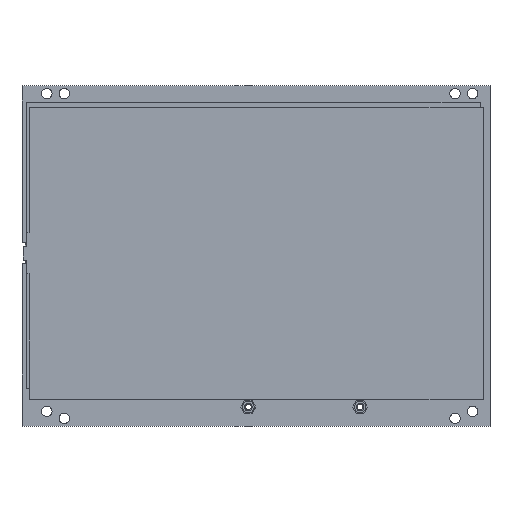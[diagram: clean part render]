
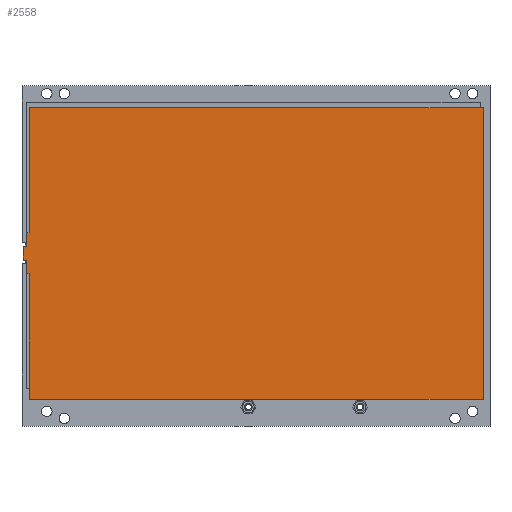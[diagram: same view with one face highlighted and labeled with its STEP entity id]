
A CAD part, top view. The second image highlights one B-rep face of the part: STEP entity #2558.
In plain terms, the highlighted face is planar.
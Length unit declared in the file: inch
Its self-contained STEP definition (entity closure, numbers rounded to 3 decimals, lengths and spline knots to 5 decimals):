
#2558 = ADVANCED_FACE ( 'NONE', ( #3762 ), #3763, .F. ) ;
#2750 = EDGE_CURVE ( 'NONE', #21837, #9697, #4351, .T. ) ;
#2754 = EDGE_CURVE ( 'NONE', #9697, #9696, #4363, .T. ) ;
#2757 = EDGE_CURVE ( 'NONE', #9696, #9700, #4372, .T. ) ;
#2760 = EDGE_CURVE ( 'NONE', #9703, #9706, #4356, .T. ) ;
#2763 = EDGE_CURVE ( 'NONE', #9706, #21837, #4390, .T. ) ;
#2765 = EDGE_CURVE ( 'NONE', #9703, #9701, #4396, .T. ) ;
#2766 = EDGE_CURVE ( 'NONE', #9701, #9709, #4379, .T. ) ;
#2767 = EDGE_CURVE ( 'NONE', #9709, #9710, #4402, .T. ) ;
#2768 = EDGE_CURVE ( 'NONE', #9710, #9711, #4405, .T. ) ;
#2769 = EDGE_CURVE ( 'NONE', #9711, #9712, #4408, .T. ) ;
#2770 = EDGE_CURVE ( 'NONE', #9712, #9713, #4411, .T. ) ;
#2771 = EDGE_CURVE ( 'NONE', #9713, #9700, #4414, .T. ) ;
#3762 = FACE_OUTER_BOUND ( 'NONE', #9510, .T. ) ;
#3763 = PLANE ( 'NONE',  #21791 ) ;
#3765 = CARTESIAN_POINT ( 'NONE',  ( -3.24803, 0., 2.08661 ) ) ;
#3766 = DIRECTION ( 'NONE',  ( 0., 1., 0. ) ) ;
#3767 = DIRECTION ( 'NONE',  ( 0., 0., 1. ) ) ;
#4351 = LINE ( 'NONE', #4353, #21888 ) ;
#4353 = CARTESIAN_POINT ( 'NONE',  ( -3.24803, 0., -2.08661 ) ) ;
#4354 = DIRECTION ( 'NONE',  ( 0., 0., 1. ) ) ;
#4356 = LINE ( 'NONE', #4382, #12099 ) ;
#4363 = LINE ( 'NONE', #4364, #12101 ) ;
#4364 = CARTESIAN_POINT ( 'NONE',  ( -3.24803, 0., 2.08661 ) ) ;
#4365 = DIRECTION ( 'NONE',  ( 1., 0., 0. ) ) ;
#4372 = LINE ( 'NONE', #4373, #12105 ) ;
#4373 = CARTESIAN_POINT ( 'NONE',  ( 3.24803, 0., -2.08661 ) ) ;
#4374 = DIRECTION ( 'NONE',  ( 0., 0., -1. ) ) ;
#4379 = LINE ( 'NONE', #4400, #12110 ) ;
#4382 = CARTESIAN_POINT ( 'NONE',  ( 3.24803, 0., -2.08661 ) ) ;
#4383 = DIRECTION ( 'NONE',  ( 0., 0., -1. ) ) ;
#4390 = LINE ( 'NONE', #4391, #12111 ) ;
#4391 = CARTESIAN_POINT ( 'NONE',  ( -3.24803, 0., -2.08661 ) ) ;
#4392 = DIRECTION ( 'NONE',  ( -1., 0., 0. ) ) ;
#4396 = LINE ( 'NONE', #4398, #12113 ) ;
#4398 = CARTESIAN_POINT ( 'NONE',  ( 3.24803, 0., -0.29528 ) ) ;
#4399 = DIRECTION ( 'NONE',  ( 1., 0., 0. ) ) ;
#4400 = CARTESIAN_POINT ( 'NONE',  ( 3.2874, 0., -0.09843 ) ) ;
#4401 = DIRECTION ( 'NONE',  ( 0., 0., 1. ) ) ;
#4402 = LINE ( 'NONE', #4403, #12115 ) ;
#4403 = CARTESIAN_POINT ( 'NONE',  ( 3.2874, 0., -0.09843 ) ) ;
#4404 = DIRECTION ( 'NONE',  ( 1., 0., 0. ) ) ;
#4405 = LINE ( 'NONE', #4406, #12116 ) ;
#4406 = CARTESIAN_POINT ( 'NONE',  ( 3.33858, 0., -0.09843 ) ) ;
#4407 = DIRECTION ( 'NONE',  ( 0., 0., 1. ) ) ;
#4408 = LINE ( 'NONE', #4409, #12117 ) ;
#4409 = CARTESIAN_POINT ( 'NONE',  ( 3.2874, 0., 0.09843 ) ) ;
#4410 = DIRECTION ( 'NONE',  ( -1., 0., 0. ) ) ;
#4411 = LINE ( 'NONE', #4412, #12118 ) ;
#4412 = CARTESIAN_POINT ( 'NONE',  ( 3.2874, 0., 0.29528 ) ) ;
#4413 = DIRECTION ( 'NONE',  ( 0., 0., 1. ) ) ;
#4414 = LINE ( 'NONE', #4415, #12119 ) ;
#4415 = CARTESIAN_POINT ( 'NONE',  ( 3.24803, 0., 0.29528 ) ) ;
#4416 = DIRECTION ( 'NONE',  ( -1., 0., 0. ) ) ;
#9510 = EDGE_LOOP ( 'NONE', ( #17880, #17882, #17884, #17886, #17888, #17890, #17892, #17894, #17896, #17898, #17900, #17902 ) ) ;
#9696 = VERTEX_POINT ( 'NONE', #10323 ) ;
#9697 = VERTEX_POINT ( 'NONE', #10324 ) ;
#9700 = VERTEX_POINT ( 'NONE', #10326 ) ;
#9701 = VERTEX_POINT ( 'NONE', #10292 ) ;
#9703 = VERTEX_POINT ( 'NONE', #10328 ) ;
#9706 = VERTEX_POINT ( 'NONE', #10331 ) ;
#9709 = VERTEX_POINT ( 'NONE', #10334 ) ;
#9710 = VERTEX_POINT ( 'NONE', #10335 ) ;
#9711 = VERTEX_POINT ( 'NONE', #10336 ) ;
#9712 = VERTEX_POINT ( 'NONE', #10337 ) ;
#9713 = VERTEX_POINT ( 'NONE', #10338 ) ;
#10292 = CARTESIAN_POINT ( 'NONE',  ( 3.2874, 0., -0.29528 ) ) ;
#10323 = CARTESIAN_POINT ( 'NONE',  ( 3.24803, 0., 2.08661 ) ) ;
#10324 = CARTESIAN_POINT ( 'NONE',  ( -3.24803, 0., 2.08661 ) ) ;
#10326 = CARTESIAN_POINT ( 'NONE',  ( 3.24803, 0., 0.29528 ) ) ;
#10328 = CARTESIAN_POINT ( 'NONE',  ( 3.24803, 0., -0.29528 ) ) ;
#10331 = CARTESIAN_POINT ( 'NONE',  ( 3.24803, 0., -2.08661 ) ) ;
#10334 = CARTESIAN_POINT ( 'NONE',  ( 3.2874, 0., -0.09843 ) ) ;
#10335 = CARTESIAN_POINT ( 'NONE',  ( 3.33858, 0., -0.09843 ) ) ;
#10336 = CARTESIAN_POINT ( 'NONE',  ( 3.33858, 0., 0.09843 ) ) ;
#10337 = CARTESIAN_POINT ( 'NONE',  ( 3.2874, 0., 0.09843 ) ) ;
#10338 = CARTESIAN_POINT ( 'NONE',  ( 3.2874, 0., 0.29528 ) ) ;
#12099 = VECTOR ( 'NONE', #4383, 39.37008 ) ;
#12101 = VECTOR ( 'NONE', #4365, 39.37008 ) ;
#12105 = VECTOR ( 'NONE', #4374, 39.37008 ) ;
#12110 = VECTOR ( 'NONE', #4401, 39.37008 ) ;
#12111 = VECTOR ( 'NONE', #4392, 39.37008 ) ;
#12113 = VECTOR ( 'NONE', #4399, 39.37008 ) ;
#12115 = VECTOR ( 'NONE', #4404, 39.37008 ) ;
#12116 = VECTOR ( 'NONE', #4407, 39.37008 ) ;
#12117 = VECTOR ( 'NONE', #4410, 39.37008 ) ;
#12118 = VECTOR ( 'NONE', #4413, 39.37008 ) ;
#12119 = VECTOR ( 'NONE', #4416, 39.37008 ) ;
#17880 = ORIENTED_EDGE ( 'NONE', *, *, #2750, .F. ) ;
#17882 = ORIENTED_EDGE ( 'NONE', *, *, #2763, .F. ) ;
#17884 = ORIENTED_EDGE ( 'NONE', *, *, #2760, .F. ) ;
#17886 = ORIENTED_EDGE ( 'NONE', *, *, #2765, .T. ) ;
#17888 = ORIENTED_EDGE ( 'NONE', *, *, #2766, .T. ) ;
#17890 = ORIENTED_EDGE ( 'NONE', *, *, #2767, .T. ) ;
#17892 = ORIENTED_EDGE ( 'NONE', *, *, #2768, .T. ) ;
#17894 = ORIENTED_EDGE ( 'NONE', *, *, #2769, .T. ) ;
#17896 = ORIENTED_EDGE ( 'NONE', *, *, #2770, .T. ) ;
#17898 = ORIENTED_EDGE ( 'NONE', *, *, #2771, .T. ) ;
#17900 = ORIENTED_EDGE ( 'NONE', *, *, #2757, .F. ) ;
#17902 = ORIENTED_EDGE ( 'NONE', *, *, #2754, .F. ) ;
#19543 = CARTESIAN_POINT ( 'NONE',  ( -3.24803, 0., -2.08661 ) ) ;
#21791 = AXIS2_PLACEMENT_3D ( 'NONE', #3765, #3766, #3767 ) ;
#21837 = VERTEX_POINT ( 'NONE', #19543 ) ;
#21888 = VECTOR ( 'NONE', #4354, 39.37008 ) ;
